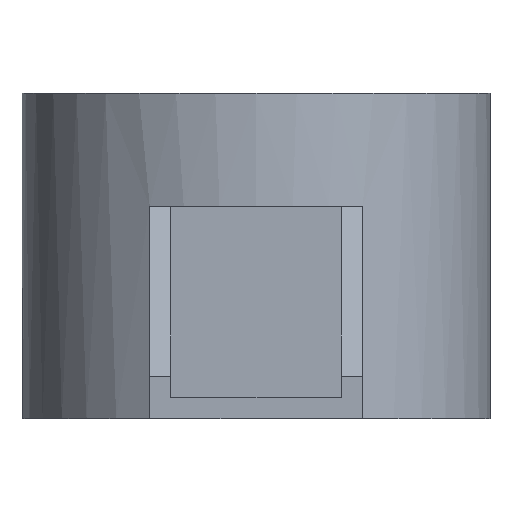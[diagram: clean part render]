
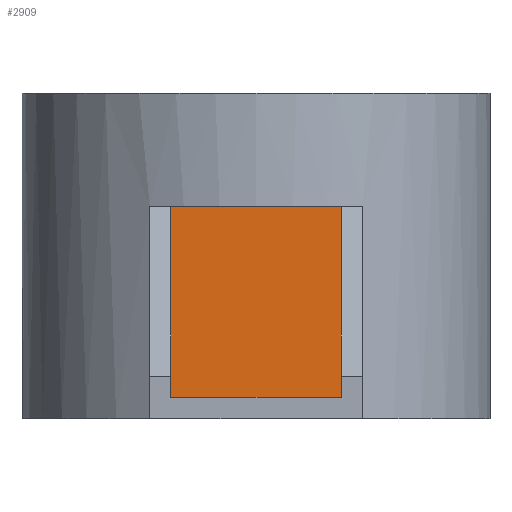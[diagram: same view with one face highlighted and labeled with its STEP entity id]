
A CAD part, front view. The second image highlights one B-rep face of the part: STEP entity #2909.
In plain terms, the highlighted planar face has unit normal (0, -1, 0).
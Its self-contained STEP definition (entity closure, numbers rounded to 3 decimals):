
#1635 = PLANE('',#1636);
#1636 = AXIS2_PLACEMENT_3D('',#1637,#1638,#1639);
#1637 = CARTESIAN_POINT('',(-4.998,-15.982,-1.65));
#1638 = DIRECTION('',(0.,0.707,-0.707));
#1639 = DIRECTION('',(1.,0.,0.));
#2398 = PLANE('',#2399);
#2399 = AXIS2_PLACEMENT_3D('',#2400,#2401,#2402);
#2400 = CARTESIAN_POINT('',(-4.,-12.,-6.65));
#2401 = DIRECTION('',(-1.,0.,0.));
#2402 = DIRECTION('',(0.,0.,1.));
#2426 = PLANE('',#2427);
#2427 = AXIS2_PLACEMENT_3D('',#2428,#2429,#2430);
#2428 = CARTESIAN_POINT('',(4.,-12.,-6.65));
#2429 = DIRECTION('',(0.,0.,1.));
#2430 = DIRECTION('',(-1.,0.,0.));
#2454 = PLANE('',#2455);
#2455 = AXIS2_PLACEMENT_3D('',#2456,#2457,#2458);
#2456 = CARTESIAN_POINT('',(4.,-12.,-6.65));
#2457 = DIRECTION('',(-1.,0.,0.));
#2458 = DIRECTION('',(0.,0.,1.));
#2517 = VERTEX_POINT('',#2518);
#2518 = CARTESIAN_POINT('',(4.,-12.,2.332));
#2539 = EDGE_CURVE('',#2517,#2540,#2542,.T.);
#2540 = VERTEX_POINT('',#2541);
#2541 = CARTESIAN_POINT('',(-4.,-12.,2.332));
#2542 = SURFACE_CURVE('',#2543,(#2547,#2554),.PCURVE_S1.);
#2543 = LINE('',#2544,#2545);
#2544 = CARTESIAN_POINT('',(-0.499,-12.,2.332));
#2545 = VECTOR('',#2546,1.);
#2546 = DIRECTION('',(-1.,0.,0.));
#2547 = PCURVE('',#1635,#2548);
#2548 = DEFINITIONAL_REPRESENTATION('',(#2549),#2553);
#2549 = LINE('',#2550,#2551);
#2550 = CARTESIAN_POINT('',(4.499,-5.631));
#2551 = VECTOR('',#2552,1.);
#2552 = DIRECTION('',(-1.,0.));
#2553 = ( GEOMETRIC_REPRESENTATION_CONTEXT(2) 
PARAMETRIC_REPRESENTATION_CONTEXT() REPRESENTATION_CONTEXT('2D SPACE',''
  ) );
#2554 = PCURVE('',#2555,#2560);
#2555 = PLANE('',#2556);
#2556 = AXIS2_PLACEMENT_3D('',#2557,#2558,#2559);
#2557 = CARTESIAN_POINT('',(4.,-12.,-6.65));
#2558 = DIRECTION('',(0.,-1.,0.));
#2559 = DIRECTION('',(0.,0.,1.));
#2560 = DEFINITIONAL_REPRESENTATION('',(#2561),#2565);
#2561 = LINE('',#2562,#2563);
#2562 = CARTESIAN_POINT('',(8.982,4.499));
#2563 = VECTOR('',#2564,1.);
#2564 = DIRECTION('',(0.,1.));
#2565 = ( GEOMETRIC_REPRESENTATION_CONTEXT(2) 
PARAMETRIC_REPRESENTATION_CONTEXT() REPRESENTATION_CONTEXT('2D SPACE',''
  ) );
#2762 = EDGE_CURVE('',#2763,#2517,#2765,.T.);
#2763 = VERTEX_POINT('',#2764);
#2764 = CARTESIAN_POINT('',(4.,-12.,-6.65));
#2765 = SURFACE_CURVE('',#2766,(#2770,#2777),.PCURVE_S1.);
#2766 = LINE('',#2767,#2768);
#2767 = CARTESIAN_POINT('',(4.,-12.,-6.65));
#2768 = VECTOR('',#2769,1.);
#2769 = DIRECTION('',(0.,0.,1.));
#2770 = PCURVE('',#2454,#2771);
#2771 = DEFINITIONAL_REPRESENTATION('',(#2772),#2776);
#2772 = LINE('',#2773,#2774);
#2773 = CARTESIAN_POINT('',(0.,0.));
#2774 = VECTOR('',#2775,1.);
#2775 = DIRECTION('',(1.,0.));
#2776 = ( GEOMETRIC_REPRESENTATION_CONTEXT(2) 
PARAMETRIC_REPRESENTATION_CONTEXT() REPRESENTATION_CONTEXT('2D SPACE',''
  ) );
#2777 = PCURVE('',#2555,#2778);
#2778 = DEFINITIONAL_REPRESENTATION('',(#2779),#2783);
#2779 = LINE('',#2780,#2781);
#2780 = CARTESIAN_POINT('',(0.,0.));
#2781 = VECTOR('',#2782,1.);
#2782 = DIRECTION('',(1.,0.));
#2783 = ( GEOMETRIC_REPRESENTATION_CONTEXT(2) 
PARAMETRIC_REPRESENTATION_CONTEXT() REPRESENTATION_CONTEXT('2D SPACE',''
  ) );
#2812 = EDGE_CURVE('',#2763,#2813,#2815,.T.);
#2813 = VERTEX_POINT('',#2814);
#2814 = CARTESIAN_POINT('',(-4.,-12.,-6.65));
#2815 = SURFACE_CURVE('',#2816,(#2820,#2827),.PCURVE_S1.);
#2816 = LINE('',#2817,#2818);
#2817 = CARTESIAN_POINT('',(4.,-12.,-6.65));
#2818 = VECTOR('',#2819,1.);
#2819 = DIRECTION('',(-1.,0.,0.));
#2820 = PCURVE('',#2426,#2821);
#2821 = DEFINITIONAL_REPRESENTATION('',(#2822),#2826);
#2822 = LINE('',#2823,#2824);
#2823 = CARTESIAN_POINT('',(0.,0.));
#2824 = VECTOR('',#2825,1.);
#2825 = DIRECTION('',(1.,0.));
#2826 = ( GEOMETRIC_REPRESENTATION_CONTEXT(2) 
PARAMETRIC_REPRESENTATION_CONTEXT() REPRESENTATION_CONTEXT('2D SPACE',''
  ) );
#2827 = PCURVE('',#2555,#2828);
#2828 = DEFINITIONAL_REPRESENTATION('',(#2829),#2833);
#2829 = LINE('',#2830,#2831);
#2830 = CARTESIAN_POINT('',(0.,0.));
#2831 = VECTOR('',#2832,1.);
#2832 = DIRECTION('',(0.,1.));
#2833 = ( GEOMETRIC_REPRESENTATION_CONTEXT(2) 
PARAMETRIC_REPRESENTATION_CONTEXT() REPRESENTATION_CONTEXT('2D SPACE',''
  ) );
#2886 = EDGE_CURVE('',#2813,#2540,#2887,.T.);
#2887 = SURFACE_CURVE('',#2888,(#2892,#2899),.PCURVE_S1.);
#2888 = LINE('',#2889,#2890);
#2889 = CARTESIAN_POINT('',(-4.,-12.,-6.65));
#2890 = VECTOR('',#2891,1.);
#2891 = DIRECTION('',(0.,0.,1.));
#2892 = PCURVE('',#2398,#2893);
#2893 = DEFINITIONAL_REPRESENTATION('',(#2894),#2898);
#2894 = LINE('',#2895,#2896);
#2895 = CARTESIAN_POINT('',(0.,0.));
#2896 = VECTOR('',#2897,1.);
#2897 = DIRECTION('',(1.,0.));
#2898 = ( GEOMETRIC_REPRESENTATION_CONTEXT(2) 
PARAMETRIC_REPRESENTATION_CONTEXT() REPRESENTATION_CONTEXT('2D SPACE',''
  ) );
#2899 = PCURVE('',#2555,#2900);
#2900 = DEFINITIONAL_REPRESENTATION('',(#2901),#2905);
#2901 = LINE('',#2902,#2903);
#2902 = CARTESIAN_POINT('',(0.,8.));
#2903 = VECTOR('',#2904,1.);
#2904 = DIRECTION('',(1.,0.));
#2905 = ( GEOMETRIC_REPRESENTATION_CONTEXT(2) 
PARAMETRIC_REPRESENTATION_CONTEXT() REPRESENTATION_CONTEXT('2D SPACE',''
  ) );
#2909 = ADVANCED_FACE('',(#2910),#2555,.T.);
#2910 = FACE_BOUND('',#2911,.T.);
#2911 = EDGE_LOOP('',(#2912,#2913,#2914,#2915));
#2912 = ORIENTED_EDGE('',*,*,#2886,.F.);
#2913 = ORIENTED_EDGE('',*,*,#2812,.F.);
#2914 = ORIENTED_EDGE('',*,*,#2762,.T.);
#2915 = ORIENTED_EDGE('',*,*,#2539,.T.);
